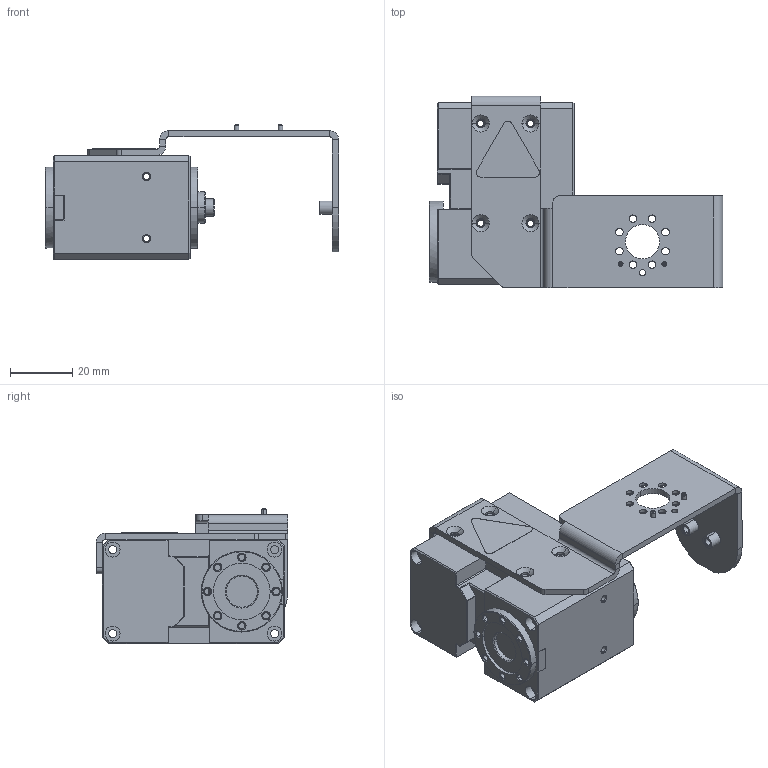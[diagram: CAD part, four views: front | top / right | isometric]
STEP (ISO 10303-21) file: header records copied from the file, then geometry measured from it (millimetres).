
FILE_DESCRIPTION (( 'STEP AP214' ), '1' );
FILE_NAME ('SUB-216_Dex_Wrist_simple.STEP', '2023-01-04T20:31:08', ( '' ), ( '' ), 'SwSTEP 2.0', 'SolidWorks 2018', '' );
FILE_SCHEMA (( 'AUTOMOTIVE_DESIGN' ));
Length unit declared in the file: millimetre
Products named in the file (1): SUB-216_Dex_Wrist_simple
Bounding box: 94.2 x 61.5 x 43.5 mm (x, y, z)
Surface area: 23308.4 mm2 (no closed solid volume)
Topology: 0 solids, 13 shells, 426 faces, 1081 edges, 676 vertices
Faces by surface type: cylinder 196, cone 115, plane 109, torus 3, bspline 3
Entity records: 17760 total; most frequent: DIRECTION 2439, CARTESIAN_POINT 2382, ORIENTED_EDGE 1994, EDGE_CURVE 1077, AXIS2_PLACEMENT_3D 952, VERTEX_POINT 676, LINE 535, VECTOR 535
